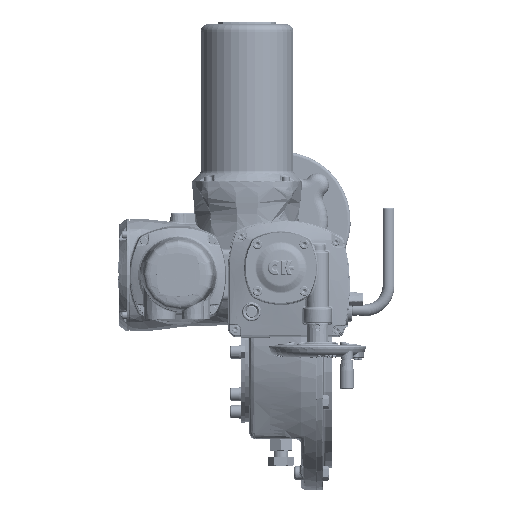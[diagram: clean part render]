
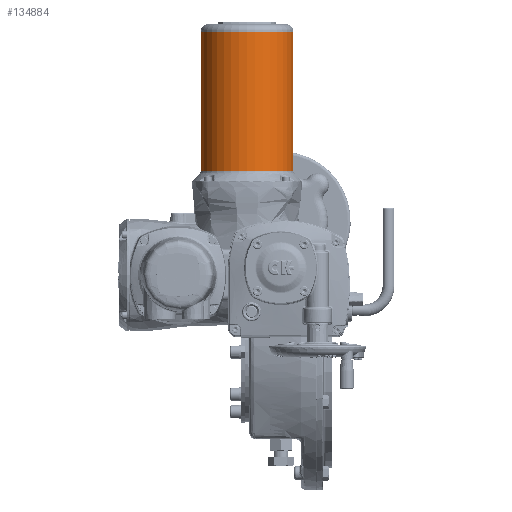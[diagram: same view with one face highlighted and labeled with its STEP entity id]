
A CAD part, top view. The second image highlights one B-rep face of the part: STEP entity #134884.
In plain terms, the highlighted cylindrical face has radius 63 mm (diameter 126 mm), a full revolution.
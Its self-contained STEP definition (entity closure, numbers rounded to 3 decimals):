
#3371=CYLINDRICAL_SURFACE('',#142041,63.);
#8170=B_SPLINE_CURVE_WITH_KNOTS('',3,(#270752,#270753,#270754,#270755,#270756,
#270757,#270758,#270759,#270760,#270761,#270762,#270763,#270764,#270765,
#270766,#270767,#270768,#270769,#270770,#270771,#270772,#270773,#270774,
#270775,#270776,#270777,#270778,#270779,#270780,#270781,#270782,#270783,
#270784,#270785,#270786,#270787),.UNSPECIFIED.,.T.,.F.,(1,1,1,1,1,1,1,1,
1,1,1,1,1,1,1,1,1,1,1,1,1,1,1,1,1,1,1,1,1,1,1,1,1,1,1,1,1,1,1,1),(-0.095,
-0.064,-0.033,0.,0.03,0.061,0.092,
0.123,0.155,0.186,0.217,0.233,
0.248,0.28,0.311,0.342,
0.373,0.405,0.436,0.467,
0.498,0.53,0.561,0.592,
0.623,0.655,0.686,0.717,
0.748,0.78,0.811,0.842,
0.873,0.905,0.936,0.967,
1.,1.03,1.061,1.092),.UNSPECIFIED.);
#45745=ORIENTED_EDGE('',*,*,#59896,.T.);
#45746=ORIENTED_EDGE('',*,*,#59897,.T.);
#45747=ORIENTED_EDGE('',*,*,#59698,.T.);
#59698=EDGE_CURVE('',#68710,#68710,#72021,.T.);
#59896=EDGE_CURVE('',#68832,#68832,#72071,.T.);
#59897=EDGE_CURVE('',#68833,#68833,#8170,.T.);
#68710=VERTEX_POINT('',#268689);
#68832=VERTEX_POINT('',#270751);
#68833=VERTEX_POINT('',#270788);
#72021=CIRCLE('',#141951,63.);
#72071=CIRCLE('',#142042,63.);
#78582=EDGE_LOOP('',(#45745));
#78583=EDGE_LOOP('',(#45746));
#78584=EDGE_LOOP('',(#45747));
#85399=FACE_BOUND('',#78582,.T.);
#85400=FACE_BOUND('',#78583,.T.);
#85401=FACE_BOUND('',#78584,.T.);
#134884=ADVANCED_FACE('',(#85399,#85400,#85401),#3371,.T.);
#141951=AXIS2_PLACEMENT_3D('',#268688,#161533,#161534);
#142041=AXIS2_PLACEMENT_3D('',#270749,#161749,#161750);
#142042=AXIS2_PLACEMENT_3D('',#270750,#161751,#161752);
#161533=DIRECTION('',(0.,1.,0.));
#161534=DIRECTION('',(-1.,0.,0.));
#161749=DIRECTION('',(0.,1.,0.));
#161750=DIRECTION('',(-1.,0.,0.));
#161751=DIRECTION('',(0.,-1.,0.));
#161752=DIRECTION('',(1.,0.,0.));
#268688=CARTESIAN_POINT('',(-46.,132.002,0.));
#268689=CARTESIAN_POINT('',(-109.,132.002,0.));
#270749=CARTESIAN_POINT('',(-46.,63.9,0.));
#270750=CARTESIAN_POINT('',(-46.,321.4,0.));
#270751=CARTESIAN_POINT('',(17.,321.4,0.));
#270752=CARTESIAN_POINT('',(-30.168,197.846,-60.981));
#270753=CARTESIAN_POINT('',(-29.472,201.191,-60.794));
#270754=CARTESIAN_POINT('',(-29.391,204.593,-60.771));
#270755=CARTESIAN_POINT('',(-29.882,207.898,-60.905));
#270756=CARTESIAN_POINT('',(-30.966,211.099,-61.185));
#270757=CARTESIAN_POINT('',(-32.625,214.062,-61.574));
#270758=CARTESIAN_POINT('',(-34.779,216.629,-62.009));
#270759=CARTESIAN_POINT('',(-37.434,218.752,-62.437));
#270760=CARTESIAN_POINT('',(-39.922,220.018,-62.722));
#270761=CARTESIAN_POINT('',(-42.098,220.713,-62.886));
#270762=CARTESIAN_POINT('',(-44.28,221.158,-62.994));
#270763=CARTESIAN_POINT('',(-47.139,221.265,-63.02));
#270764=CARTESIAN_POINT('',(-50.457,220.653,-62.87));
#270765=CARTESIAN_POINT('',(-53.601,219.331,-62.564));
#270766=CARTESIAN_POINT('',(-56.369,217.408,-62.159));
#270767=CARTESIAN_POINT('',(-58.7,214.974,-61.719));
#270768=CARTESIAN_POINT('',(-60.538,212.132,-61.307));
#270769=CARTESIAN_POINT('',(-61.817,208.996,-60.985));
#270770=CARTESIAN_POINT('',(-62.519,205.669,-60.796));
#270771=CARTESIAN_POINT('',(-62.618,202.274,-60.769));
#270772=CARTESIAN_POINT('',(-62.121,198.913,-60.904));
#270773=CARTESIAN_POINT('',(-61.034,195.706,-61.185));
#270774=CARTESIAN_POINT('',(-59.387,192.754,-61.572));
#270775=CARTESIAN_POINT('',(-57.219,190.172,-62.009));
#270776=CARTESIAN_POINT('',(-54.584,188.058,-62.434));
#270777=CARTESIAN_POINT('',(-51.568,186.525,-62.781));
#270778=CARTESIAN_POINT('',(-48.272,185.662,-62.989));
#270779=CARTESIAN_POINT('',(-44.891,185.532,-63.021));
#270780=CARTESIAN_POINT('',(-41.526,186.152,-62.869));
#270781=CARTESIAN_POINT('',(-38.408,187.464,-62.564));
#270782=CARTESIAN_POINT('',(-35.635,189.388,-62.16));
#270783=CARTESIAN_POINT('',(-33.293,191.832,-61.717));
#270784=CARTESIAN_POINT('',(-31.471,194.654,-61.308));
#270785=CARTESIAN_POINT('',(-30.168,197.846,-60.981));
#270786=CARTESIAN_POINT('',(-29.472,201.191,-60.794));
#270787=CARTESIAN_POINT('',(-29.391,204.593,-60.771));
#270788=CARTESIAN_POINT('',(-29.562,201.317,-60.818));
